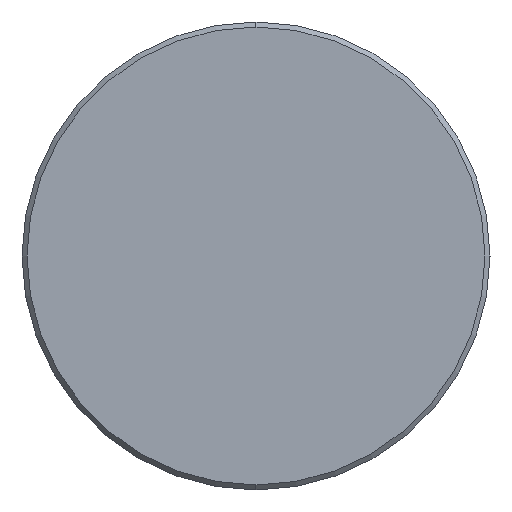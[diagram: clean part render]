
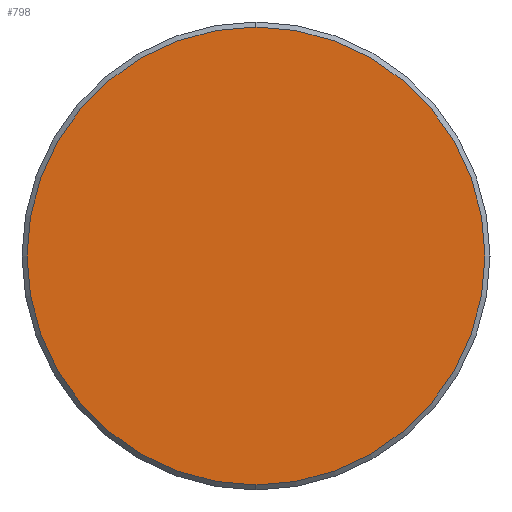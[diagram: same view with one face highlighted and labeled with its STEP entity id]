
A CAD part, left-side view. The second image highlights one B-rep face of the part: STEP entity #798.
In plain terms, the highlighted planar face has unit normal (-1, 0, 0).
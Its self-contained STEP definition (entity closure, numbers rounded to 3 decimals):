
#42 = DIRECTION ( 'NONE',  ( -1., 0., 0. ) ) ;
#47 = EDGE_CURVE ( 'NONE', #787, #659, #694, .T. ) ;
#114 = DIRECTION ( 'NONE',  ( -1., 0., 0. ) ) ;
#179 = DIRECTION ( 'NONE',  ( 0., 0., 1. ) ) ;
#184 = CARTESIAN_POINT ( 'NONE',  ( 0., 0., -13.7 ) ) ;
#213 = AXIS2_PLACEMENT_3D ( 'NONE', #804, #114, #179 ) ;
#369 = AXIS2_PLACEMENT_3D ( 'NONE', #556, #42, #551 ) ;
#405 = ORIENTED_EDGE ( 'NONE', *, *, #47, .T. ) ;
#493 = FACE_OUTER_BOUND ( 'NONE', #521, .T. ) ;
#503 = ORIENTED_EDGE ( 'NONE', *, *, #697, .T. ) ;
#521 = EDGE_LOOP ( 'NONE', ( #405, #503 ) ) ;
#551 = DIRECTION ( 'NONE',  ( 0., 0., 1. ) ) ;
#556 = CARTESIAN_POINT ( 'NONE',  ( 0., 0., 0. ) ) ;
#558 = CARTESIAN_POINT ( 'NONE',  ( 0., 0., 0. ) ) ;
#565 = PLANE ( 'NONE',  #687 ) ;
#600 = CIRCLE ( 'NONE', #213, 13.7 ) ;
#619 = DIRECTION ( 'NONE',  ( 1., 0., 0. ) ) ;
#621 = DIRECTION ( 'NONE',  ( 0., 0., -1. ) ) ;
#659 = VERTEX_POINT ( 'NONE', #731 ) ;
#687 = AXIS2_PLACEMENT_3D ( 'NONE', #558, #619, #621 ) ;
#694 = CIRCLE ( 'NONE', #369, 13.7 ) ;
#697 = EDGE_CURVE ( 'NONE', #659, #787, #600, .T. ) ;
#731 = CARTESIAN_POINT ( 'NONE',  ( 0., 0., 13.7 ) ) ;
#787 = VERTEX_POINT ( 'NONE', #184 ) ;
#798 = ADVANCED_FACE ( 'NONE', ( #493 ), #565, .F. ) ;
#804 = CARTESIAN_POINT ( 'NONE',  ( 0., 0., 0. ) ) ;
